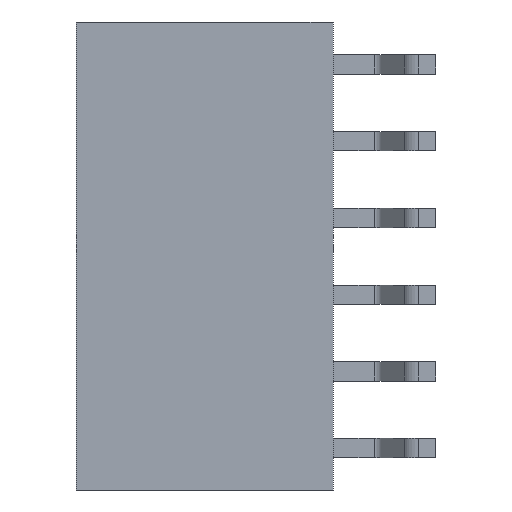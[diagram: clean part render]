
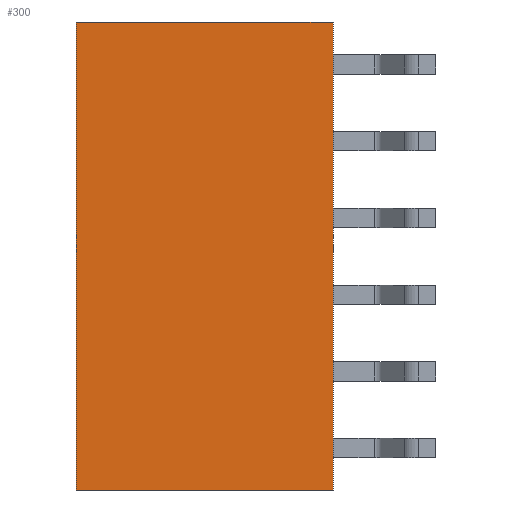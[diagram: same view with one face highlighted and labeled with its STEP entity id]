
A CAD part, left-side view. The second image highlights one B-rep face of the part: STEP entity #300.
In plain terms, the highlighted planar face has unit normal (-1, 0, 0).
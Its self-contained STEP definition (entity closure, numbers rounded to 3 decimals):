
#300 = ADVANCED_FACE ( 'NONE', ( #955 ), #4458, .F. ) ;
#476 = EDGE_CURVE ( 'NONE', #1202, #2633, #1145, .T. ) ;
#955 = FACE_OUTER_BOUND ( 'NONE', #3404, .T. ) ;
#1145 = LINE ( 'NONE', #2476, #5398 ) ;
#1202 = VERTEX_POINT ( 'NONE', #5561 ) ;
#1462 = VERTEX_POINT ( 'NONE', #2820 ) ;
#1476 = VECTOR ( 'NONE', #5596, 1000. ) ;
#1793 = CARTESIAN_POINT ( 'NONE',  ( 0., -4.25, 0. ) ) ;
#2299 = DIRECTION ( 'NONE',  ( 0., 0., -1. ) ) ;
#2346 = ORIENTED_EDGE ( 'NONE', *, *, #4172, .F. ) ;
#2476 = CARTESIAN_POINT ( 'NONE',  ( 0., 0., -7.745 ) ) ;
#2633 = VERTEX_POINT ( 'NONE', #5668 ) ;
#2820 = CARTESIAN_POINT ( 'NONE',  ( 0., -4.25, 7.745 ) ) ;
#3031 = DIRECTION ( 'NONE',  ( 1., 0., 0. ) ) ;
#3393 = ORIENTED_EDGE ( 'NONE', *, *, #5590, .F. ) ;
#3404 = EDGE_LOOP ( 'NONE', ( #3393, #5567, #2346, #4387 ) ) ;
#3573 = AXIS2_PLACEMENT_3D ( 'NONE', #5098, #3031, #4099 ) ;
#3974 = CARTESIAN_POINT ( 'NONE',  ( 0., 4.25, 7.745 ) ) ;
#3980 = DIRECTION ( 'NONE',  ( 0., 1., 0. ) ) ;
#3988 = VECTOR ( 'NONE', #5432, 1000. ) ;
#4000 = LINE ( 'NONE', #5924, #3988 ) ;
#4099 = DIRECTION ( 'NONE',  ( 0., 0., -1. ) ) ;
#4172 = EDGE_CURVE ( 'NONE', #2633, #5974, #4000, .T. ) ;
#4387 = ORIENTED_EDGE ( 'NONE', *, *, #476, .F. ) ;
#4458 = PLANE ( 'NONE',  #3573 ) ;
#4973 = VECTOR ( 'NONE', #2299, 1000. ) ;
#5018 = LINE ( 'NONE', #1793, #4973 ) ;
#5098 = CARTESIAN_POINT ( 'NONE',  ( 0., 0., 0. ) ) ;
#5158 = CARTESIAN_POINT ( 'NONE',  ( 0., 0., 7.745 ) ) ;
#5306 = EDGE_CURVE ( 'NONE', #5974, #1462, #5903, .T. ) ;
#5398 = VECTOR ( 'NONE', #3980, 1000. ) ;
#5432 = DIRECTION ( 'NONE',  ( 0., 0., 1. ) ) ;
#5561 = CARTESIAN_POINT ( 'NONE',  ( 0., -4.25, -7.745 ) ) ;
#5567 = ORIENTED_EDGE ( 'NONE', *, *, #5306, .F. ) ;
#5590 = EDGE_CURVE ( 'NONE', #1462, #1202, #5018, .T. ) ;
#5596 = DIRECTION ( 'NONE',  ( 0., -1., 0. ) ) ;
#5668 = CARTESIAN_POINT ( 'NONE',  ( 0., 4.25, -7.745 ) ) ;
#5903 = LINE ( 'NONE', #5158, #1476 ) ;
#5924 = CARTESIAN_POINT ( 'NONE',  ( 0., 4.25, 0. ) ) ;
#5974 = VERTEX_POINT ( 'NONE', #3974 ) ;
